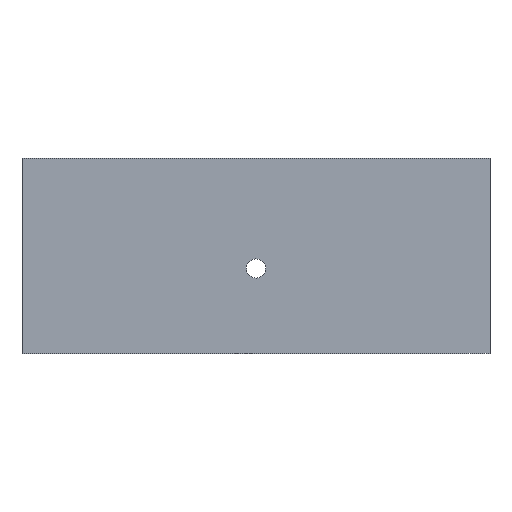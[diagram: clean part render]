
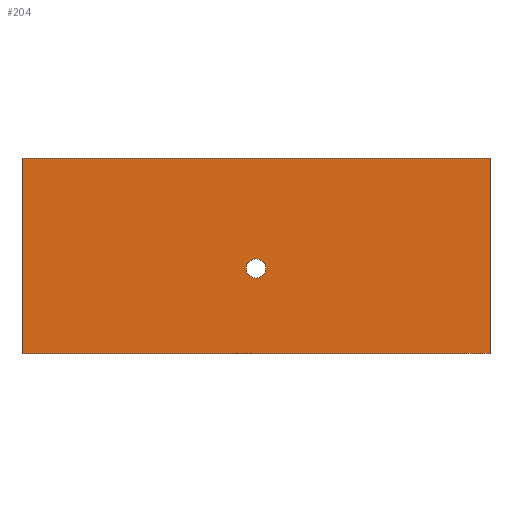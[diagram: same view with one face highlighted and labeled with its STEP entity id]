
A CAD part, front view. The second image highlights one B-rep face of the part: STEP entity #204.
In plain terms, the highlighted planar face has unit normal (0, -1, 0).
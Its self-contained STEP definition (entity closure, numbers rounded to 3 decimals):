
#19=FACE_BOUND('',#59,.T.);
#28=PLANE('',#248);
#41=FACE_OUTER_BOUND('',#58,.T.);
#58=EDGE_LOOP('',(#183,#184,#185,#186));
#59=EDGE_LOOP('',(#187));
#64=LINE('',#340,#80);
#68=LINE('',#348,#84);
#71=LINE('',#354,#87);
#74=LINE('',#359,#90);
#80=VECTOR('',#287,10.);
#84=VECTOR('',#293,10.);
#87=VECTOR('',#298,10.);
#90=VECTOR('',#303,10.);
#99=CIRCLE('',#242,2.459);
#107=VERTEX_POINT('',#334);
#108=VERTEX_POINT('',#338);
#109=VERTEX_POINT('',#339);
#112=VERTEX_POINT('',#347);
#114=VERTEX_POINT('',#353);
#127=EDGE_CURVE('',#107,#107,#99,.T.);
#128=EDGE_CURVE('',#108,#109,#64,.T.);
#132=EDGE_CURVE('',#112,#108,#68,.T.);
#135=EDGE_CURVE('',#114,#112,#71,.T.);
#138=EDGE_CURVE('',#109,#114,#74,.T.);
#183=ORIENTED_EDGE('',*,*,#138,.F.);
#184=ORIENTED_EDGE('',*,*,#128,.F.);
#185=ORIENTED_EDGE('',*,*,#132,.F.);
#186=ORIENTED_EDGE('',*,*,#135,.F.);
#187=ORIENTED_EDGE('',*,*,#127,.T.);
#204=ADVANCED_FACE('',(#41,#19),#28,.F.);
#242=AXIS2_PLACEMENT_3D('',#336,#283,#284);
#248=AXIS2_PLACEMENT_3D('',#362,#307,#308);
#283=DIRECTION('center_axis',(0.,1.,0.));
#284=DIRECTION('ref_axis',(1.,0.,0.));
#287=DIRECTION('',(0.,0.,1.));
#293=DIRECTION('',(-1.,0.,0.));
#298=DIRECTION('',(0.,0.,-1.));
#303=DIRECTION('',(1.,0.,0.));
#307=DIRECTION('center_axis',(0.,1.,0.));
#308=DIRECTION('ref_axis',(0.,0.,1.));
#334=CARTESIAN_POINT('',(-2.459,0.,-3.2));
#336=CARTESIAN_POINT('Origin',(0.,0.,-3.2));
#338=CARTESIAN_POINT('',(-60.,0.,-25.));
#339=CARTESIAN_POINT('',(-60.,0.,25.));
#340=CARTESIAN_POINT('',(-60.,0.,-25.));
#347=CARTESIAN_POINT('',(60.,0.,-25.));
#348=CARTESIAN_POINT('',(60.,0.,-25.));
#353=CARTESIAN_POINT('',(60.,0.,25.));
#354=CARTESIAN_POINT('',(60.,0.,25.));
#359=CARTESIAN_POINT('',(-60.,0.,25.));
#362=CARTESIAN_POINT('Origin',(0.,0.,0.));
